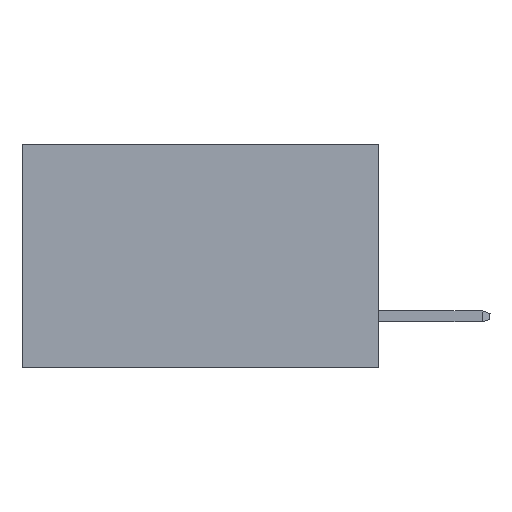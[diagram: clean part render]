
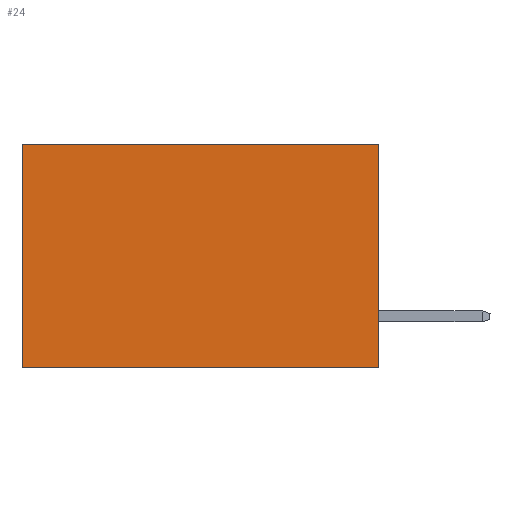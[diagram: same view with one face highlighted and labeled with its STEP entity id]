
A CAD part, left-side view. The second image highlights one B-rep face of the part: STEP entity #24.
In plain terms, the highlighted planar face has unit normal (-1, 0, 0).
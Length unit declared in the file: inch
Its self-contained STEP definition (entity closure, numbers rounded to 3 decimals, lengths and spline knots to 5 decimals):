
#24 = ADVANCED_FACE ( 'NONE', ( #3668 ), #7261, .F. ) ;
#1171 = VERTEX_POINT ( 'NONE', #7619 ) ;
#1341 = CARTESIAN_POINT ( 'NONE',  ( 0.277, 0., 0. ) ) ;
#1492 = ORIENTED_EDGE ( 'NONE', *, *, #6090, .T. ) ;
#2130 = LINE ( 'NONE', #5010, #12499 ) ;
#2374 = VERTEX_POINT ( 'NONE', #11641 ) ;
#2578 = LINE ( 'NONE', #9013, #5416 ) ;
#2710 = DIRECTION ( 'NONE',  ( 0., 0., -1. ) ) ;
#2861 = EDGE_CURVE ( 'NONE', #10842, #1171, #2578, .T. ) ;
#3273 = VERTEX_POINT ( 'NONE', #1341 ) ;
#3668 = FACE_OUTER_BOUND ( 'NONE', #13496, .T. ) ;
#4131 = DIRECTION ( 'NONE',  ( 0., 0., -1. ) ) ;
#4350 = CARTESIAN_POINT ( 'NONE',  ( 0.277, 0.59, -0.37 ) ) ;
#4902 = AXIS2_PLACEMENT_3D ( 'NONE', #9783, #7340, #12021 ) ;
#4959 = DIRECTION ( 'NONE',  ( 0., 1., 0. ) ) ;
#5010 = CARTESIAN_POINT ( 'NONE',  ( 0.277, 0., 0. ) ) ;
#5416 = VECTOR ( 'NONE', #6763, 39.37008 ) ;
#6090 = EDGE_CURVE ( 'NONE', #3273, #2374, #2130, .T. ) ;
#6163 = EDGE_CURVE ( 'NONE', #2374, #1171, #11200, .T. ) ;
#6763 = DIRECTION ( 'NONE',  ( 0., 1., 0. ) ) ;
#6803 = CARTESIAN_POINT ( 'NONE',  ( 0.277, 0., -0.37 ) ) ;
#6894 = ORIENTED_EDGE ( 'NONE', *, *, #6163, .T. ) ;
#7261 = PLANE ( 'NONE',  #4902 ) ;
#7340 = DIRECTION ( 'NONE',  ( 1., 0., 0. ) ) ;
#7368 = VECTOR ( 'NONE', #2710, 39.37008 ) ;
#7619 = CARTESIAN_POINT ( 'NONE',  ( 0.277, 0.59, -0.37 ) ) ;
#8847 = VECTOR ( 'NONE', #4131, 39.37008 ) ;
#9013 = CARTESIAN_POINT ( 'NONE',  ( 0.277, 0., -0.37 ) ) ;
#9567 = ORIENTED_EDGE ( 'NONE', *, *, #2861, .F. ) ;
#9783 = CARTESIAN_POINT ( 'NONE',  ( 0.277, 0., -0.37 ) ) ;
#10002 = LINE ( 'NONE', #10907, #7368 ) ;
#10842 = VERTEX_POINT ( 'NONE', #6803 ) ;
#10907 = CARTESIAN_POINT ( 'NONE',  ( 0.277, 0., -0.37 ) ) ;
#11200 = LINE ( 'NONE', #4350, #8847 ) ;
#11641 = CARTESIAN_POINT ( 'NONE',  ( 0.277, 0.59, 0. ) ) ;
#12021 = DIRECTION ( 'NONE',  ( 0., 0., -1. ) ) ;
#12260 = ORIENTED_EDGE ( 'NONE', *, *, #13417, .F. ) ;
#12499 = VECTOR ( 'NONE', #4959, 39.37008 ) ;
#13417 = EDGE_CURVE ( 'NONE', #3273, #10842, #10002, .T. ) ;
#13496 = EDGE_LOOP ( 'NONE', ( #6894, #9567, #12260, #1492 ) ) ;
